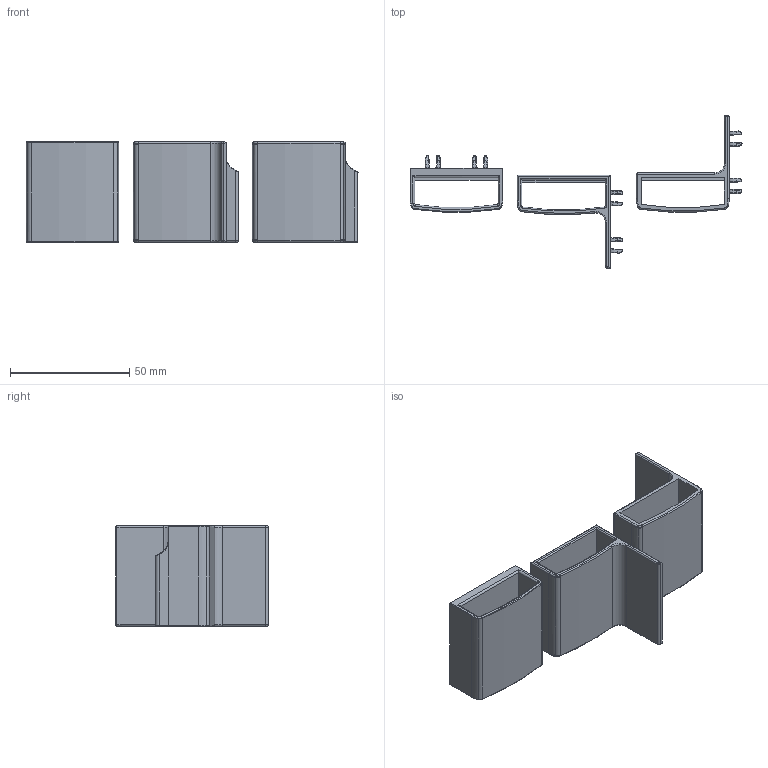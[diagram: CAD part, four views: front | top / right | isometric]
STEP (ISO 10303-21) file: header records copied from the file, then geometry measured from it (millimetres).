
FILE_DESCRIPTION(/* description */ (''),/* implementation_level */ '2;1');
FILE_NAME(/* name */ 'sd_adapter_mount.step',/* time_stamp */ '2020-01-16T12:04:45-05:00',/* author */ (''),/* organization */ (''),/* preprocessor_version */ 'ST-DEVELOPER v18',/* originating_system */ 'Autodesk Translation Framework v8.12.0.6',/* authorisation */ '');
FILE_SCHEMA (('AUTOMOTIVE_DESIGN { 1 0 10303 214 3 1 1 }'));
Length unit declared in the file: millimetre
Products named in the file (1): sd_adapter_mount
Bounding box: 139.39 x 64 x 42 mm (x, y, z)
Volume: 35488.9 mm3; surface area: 34361.8 mm2
Topology: 3 solids, 3 shells, 423 faces, 1020 edges, 587 vertices
Faces by surface type: cylinder 164, bspline 136, plane 70, torus 47, sphere 6
Entity records: 15282 total; most frequent: CARTESIAN_POINT 5771, ORIENTED_EDGE 2008, DIRECTION 1989, EDGE_CURVE 1004, AXIS2_PLACEMENT_3D 797, VERTEX_POINT 587, EDGE_LOOP 429, FACE_OUTER_BOUND 423
